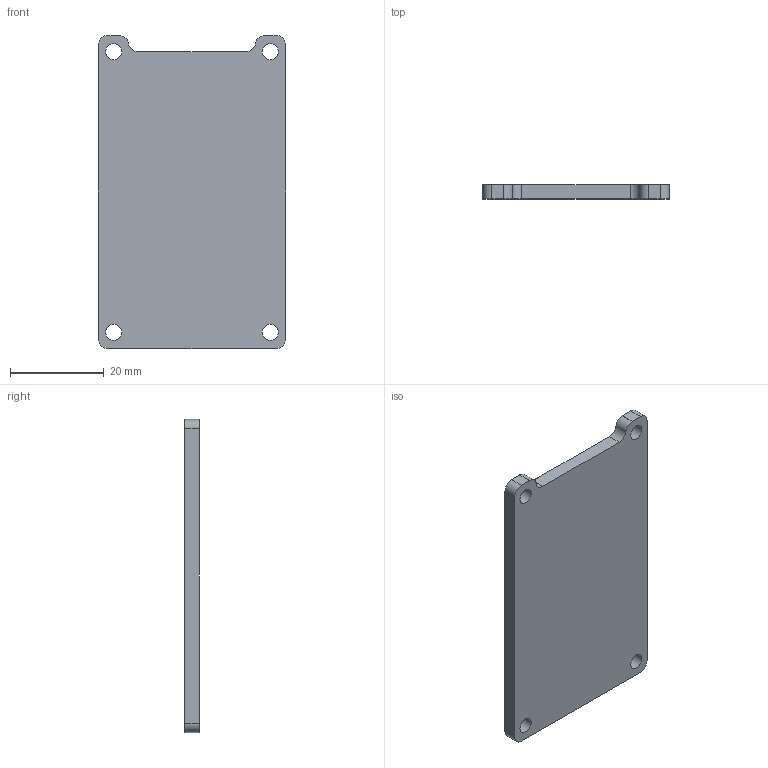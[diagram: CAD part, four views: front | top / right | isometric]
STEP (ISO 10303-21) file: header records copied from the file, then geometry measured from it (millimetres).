
FILE_DESCRIPTION((''),'2;1');
FILE_NAME('TOP','2025-06-04T18:39:59',('chris'),(''),'CREO PARAMETRIC BY PTC INC, 2021164','CREO PARAMETRIC BY PTC INC, 2021164','');
FILE_SCHEMA(('CONFIG_CONTROL_DESIGN'));
Length unit declared in the file: millimetre
Products named in the file (1): TOP
Bounding box: 40 x 3 x 67 mm (x, y, z)
Volume: 7635.6 mm3; surface area: 6642.3 mm2
Topology: 1 solids, 2 shells, 27 faces, 108 edges, 84 vertices
Faces by surface type: cylinder 16, plane 11
Entity records: 1235 total; most frequent: CARTESIAN_POINT 220, DIRECTION 215, ORIENTED_EDGE 180, EDGE_CURVE 108, VERTEX_POINT 84, AXIS2_PLACEMENT_3D 79, VECTOR 57, LINE 57
